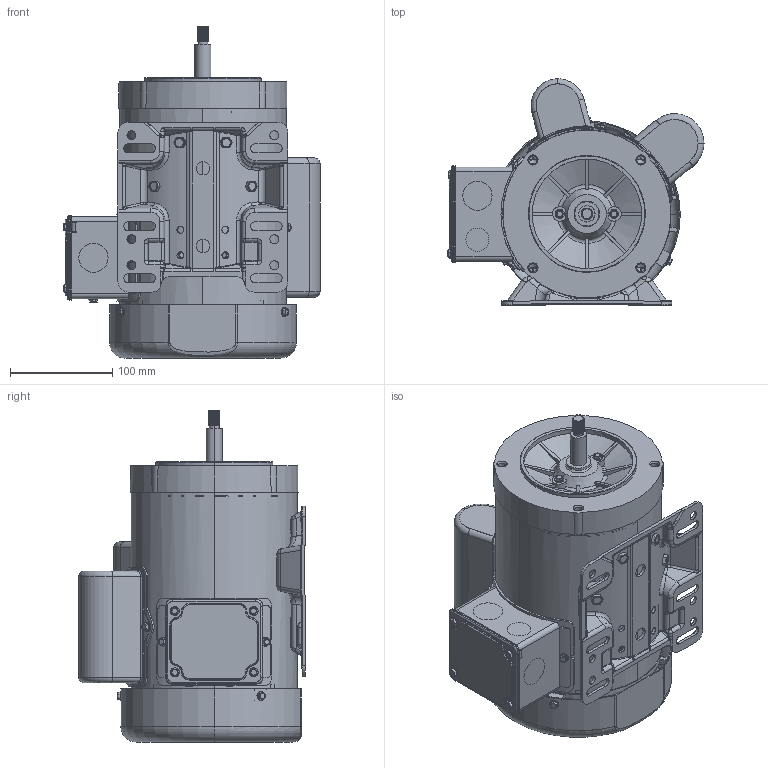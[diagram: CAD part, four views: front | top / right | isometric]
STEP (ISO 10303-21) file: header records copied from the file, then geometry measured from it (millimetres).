
FILE_DESCRIPTION (( 'STEP AP214' ), '1' );
FILE_NAME ('MTRJ-1P5-1AB36J redcmb1 coord.STEP', '2022-04-13T12:51:12', ( '' ), ( '' ), 'SwSTEP 2.0', 'SolidWorks 2021', '' );
FILE_SCHEMA (( 'AUTOMOTIVE_DESIGN' ));
Length unit declared in the file: inch
Products named in the file (1): MTRJ-1P5-1AB36J redcmb1 coord
Bounding box: 250.22 x 221.16 x 324.5 mm (x, y, z)
Volume: 850412.1 mm3; surface area: 734363.1 mm2
Topology: 36 solids, 36 shells, 3070 faces, 7694 edges, 4713 vertices
Faces by surface type: cylinder 1022, plane 761, bspline 705, cone 288, torus 210, sphere 84
Entity records: 132563 total; most frequent: CARTESIAN_POINT 64417, ORIENTED_EDGE 15246, DIRECTION 12629, EDGE_CURVE 7623, AXIS2_PLACEMENT_3D 5071, VERTEX_POINT 4713, EDGE_LOOP 3386, FACE_OUTER_BOUND 3070
